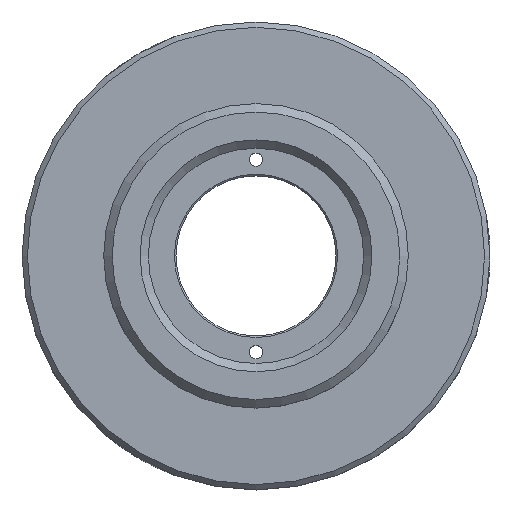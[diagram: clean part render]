
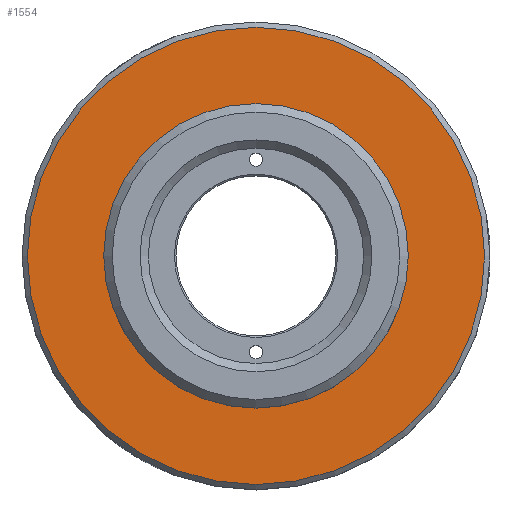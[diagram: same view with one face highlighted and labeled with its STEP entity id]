
A CAD part, top view. The second image highlights one B-rep face of the part: STEP entity #1554.
In plain terms, the highlighted planar face has unit normal (0, 0, 1).
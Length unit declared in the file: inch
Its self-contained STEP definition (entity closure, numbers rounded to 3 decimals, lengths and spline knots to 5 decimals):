
#1523=CARTESIAN_POINT('',(-1.075,0.,0.425));
#1524=VERTEX_POINT('',#1523);
#1525=CARTESIAN_POINT('',(0.0,0.0,0.425));
#1526=DIRECTION('',(0.0,0.0,-1.0));
#1527=DIRECTION('',(1.0,0.0,0.0));
#1528=AXIS2_PLACEMENT_3D('',#1525,#1526,#1527);
#1529=CIRCLE('',#1528,1.075);
#1530=EDGE_CURVE('',#1524,#1524,#1529,.T.);
#1535=CARTESIAN_POINT('',(1.24,0.0,0.425));
#1536=DIRECTION('',(0.0,0.0,1.0));
#1537=DIRECTION('',(1.0,0.0,0.0));
#1538=AXIS2_PLACEMENT_3D('',#1535,#1536,#1537);
#1539=PLANE('',#1538);
#1540=ORIENTED_EDGE('',*,*,#1530,.F.);
#1541=EDGE_LOOP('',(#1540));
#1542=FACE_OUTER_BOUND('',#1541,.T.);
#1543=CARTESIAN_POINT('',(-0.675,0.0,0.425));
#1544=VERTEX_POINT('',#1543);
#1545=CARTESIAN_POINT('',(0.0,0.0,0.425));
#1546=DIRECTION('',(0.0,0.0,-1.0));
#1547=DIRECTION('',(-1.0,0.0,0.0));
#1548=AXIS2_PLACEMENT_3D('',#1545,#1546,#1547);
#1549=CIRCLE('',#1548,0.675);
#1550=EDGE_CURVE('',#1544,#1544,#1549,.T.);
#1551=ORIENTED_EDGE('',*,*,#1550,.T.);
#1552=EDGE_LOOP('',(#1551));
#1553=FACE_BOUND('',#1552,.T.);
#1554=ADVANCED_FACE('',(#1542,#1553),#1539,.T.);
